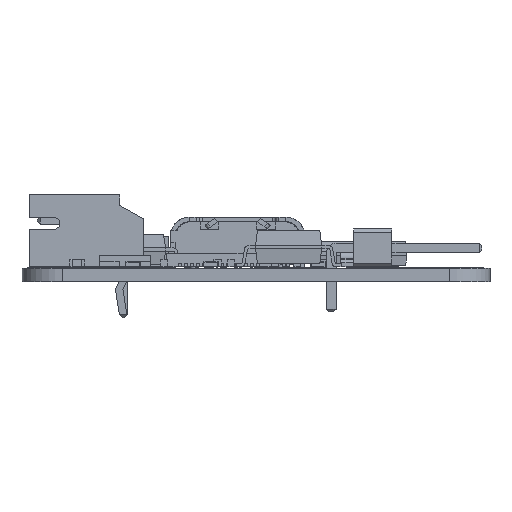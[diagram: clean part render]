
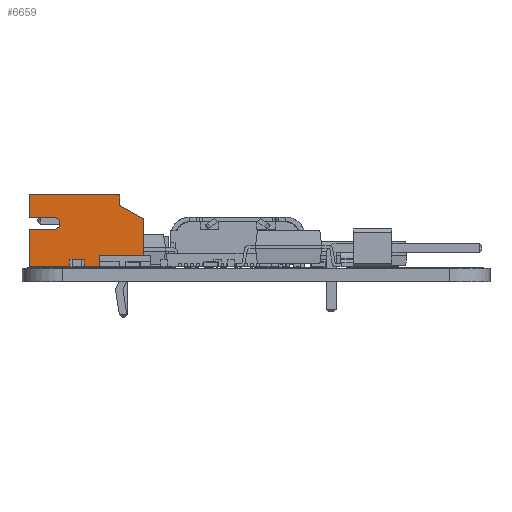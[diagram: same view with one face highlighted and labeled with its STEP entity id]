
A CAD part, front view. The second image highlights one B-rep face of the part: STEP entity #6659.
In plain terms, the highlighted face is planar.
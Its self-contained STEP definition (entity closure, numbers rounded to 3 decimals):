
#6623 = EDGE_CURVE('',#6624,#6626,#6628,.T.);
#6624 = VERTEX_POINT('',#6625);
#6625 = CARTESIAN_POINT('',(5.95,-4.65,2.5));
#6626 = VERTEX_POINT('',#6627);
#6627 = CARTESIAN_POINT('',(5.95,-6.25,2.5));
#6628 = LINE('',#6629,#6630);
#6629 = CARTESIAN_POINT('',(5.95,-4.65,2.5));
#6630 = VECTOR('',#6631,1.);
#6631 = DIRECTION('',(0.,-1.,0.));
#6659 = ADVANCED_FACE('',(#6660),#6734,.T.);
#6660 = FACE_BOUND('',#6661,.T.);
#6661 = EDGE_LOOP('',(#6662,#6670,#6678,#6686,#6694,#6702,#6710,#6718,
    #6726,#6733));
#6662 = ORIENTED_EDGE('',*,*,#6663,.F.);
#6663 = EDGE_CURVE('',#6664,#6626,#6666,.T.);
#6664 = VERTEX_POINT('',#6665);
#6665 = CARTESIAN_POINT('',(5.95,-6.25,0.));
#6666 = LINE('',#6667,#6668);
#6667 = CARTESIAN_POINT('',(5.95,-6.25,0.3));
#6668 = VECTOR('',#6669,1.);
#6669 = DIRECTION('',(0.,0.,1.));
#6670 = ORIENTED_EDGE('',*,*,#6671,.F.);
#6671 = EDGE_CURVE('',#6672,#6664,#6674,.T.);
#6672 = VERTEX_POINT('',#6673);
#6673 = CARTESIAN_POINT('',(5.95,1.35,0.));
#6674 = LINE('',#6675,#6676);
#6675 = CARTESIAN_POINT('',(5.95,1.35,0.));
#6676 = VECTOR('',#6677,1.);
#6677 = DIRECTION('',(0.,-1.,0.));
#6678 = ORIENTED_EDGE('',*,*,#6679,.F.);
#6679 = EDGE_CURVE('',#6680,#6672,#6682,.T.);
#6680 = VERTEX_POINT('',#6681);
#6681 = CARTESIAN_POINT('',(5.95,1.35,3.2));
#6682 = LINE('',#6683,#6684);
#6683 = CARTESIAN_POINT('',(5.95,1.35,3.2));
#6684 = VECTOR('',#6685,1.);
#6685 = DIRECTION('',(-0.,0.,-1.));
#6686 = ORIENTED_EDGE('',*,*,#6687,.F.);
#6687 = EDGE_CURVE('',#6688,#6680,#6690,.T.);
#6688 = VERTEX_POINT('',#6689);
#6689 = CARTESIAN_POINT('',(5.95,-0.25,4.1));
#6690 = LINE('',#6691,#6692);
#6691 = CARTESIAN_POINT('',(5.95,-0.25,4.1));
#6692 = VECTOR('',#6693,1.);
#6693 = DIRECTION('',(0.,0.872,-0.49)
  );
#6694 = ORIENTED_EDGE('',*,*,#6695,.T.);
#6695 = EDGE_CURVE('',#6688,#6696,#6698,.T.);
#6696 = VERTEX_POINT('',#6697);
#6697 = CARTESIAN_POINT('',(5.95,-0.25,4.8));
#6698 = LINE('',#6699,#6700);
#6699 = CARTESIAN_POINT('',(5.95,-0.25,0.3));
#6700 = VECTOR('',#6701,1.);
#6701 = DIRECTION('',(0.,0.,1.));
#6702 = ORIENTED_EDGE('',*,*,#6703,.T.);
#6703 = EDGE_CURVE('',#6696,#6704,#6706,.T.);
#6704 = VERTEX_POINT('',#6705);
#6705 = CARTESIAN_POINT('',(5.95,-6.25,4.8));
#6706 = LINE('',#6707,#6708);
#6707 = CARTESIAN_POINT('',(5.95,-0.25,4.8));
#6708 = VECTOR('',#6709,1.);
#6709 = DIRECTION('',(0.,-1.,0.));
#6710 = ORIENTED_EDGE('',*,*,#6711,.F.);
#6711 = EDGE_CURVE('',#6712,#6704,#6714,.T.);
#6712 = VERTEX_POINT('',#6713);
#6713 = CARTESIAN_POINT('',(5.95,-6.25,3.3));
#6714 = LINE('',#6715,#6716);
#6715 = CARTESIAN_POINT('',(5.95,-6.25,0.3));
#6716 = VECTOR('',#6717,1.);
#6717 = DIRECTION('',(0.,0.,1.));
#6718 = ORIENTED_EDGE('',*,*,#6719,.T.);
#6719 = EDGE_CURVE('',#6712,#6720,#6722,.T.);
#6720 = VERTEX_POINT('',#6721);
#6721 = CARTESIAN_POINT('',(5.95,-4.65,3.3));
#6722 = LINE('',#6723,#6724);
#6723 = CARTESIAN_POINT('',(5.95,-6.25,3.3));
#6724 = VECTOR('',#6725,1.);
#6725 = DIRECTION('',(0.,1.,0.));
#6726 = ORIENTED_EDGE('',*,*,#6727,.T.);
#6727 = EDGE_CURVE('',#6720,#6624,#6728,.T.);
#6728 = CIRCLE('',#6729,0.4);
#6729 = AXIS2_PLACEMENT_3D('',#6730,#6731,#6732);
#6730 = CARTESIAN_POINT('',(5.95,-4.65,2.9));
#6731 = DIRECTION('',(-1.,0.,0.));
#6732 = DIRECTION('',(0.,0.,1.));
#6733 = ORIENTED_EDGE('',*,*,#6623,.T.);
#6734 = PLANE('',#6735);
#6735 = AXIS2_PLACEMENT_3D('',#6736,#6737,#6738);
#6736 = CARTESIAN_POINT('',(5.95,-2.91,2.369));
#6737 = DIRECTION('',(1.,0.,0.));
#6738 = DIRECTION('',(0.,0.,-1.));
